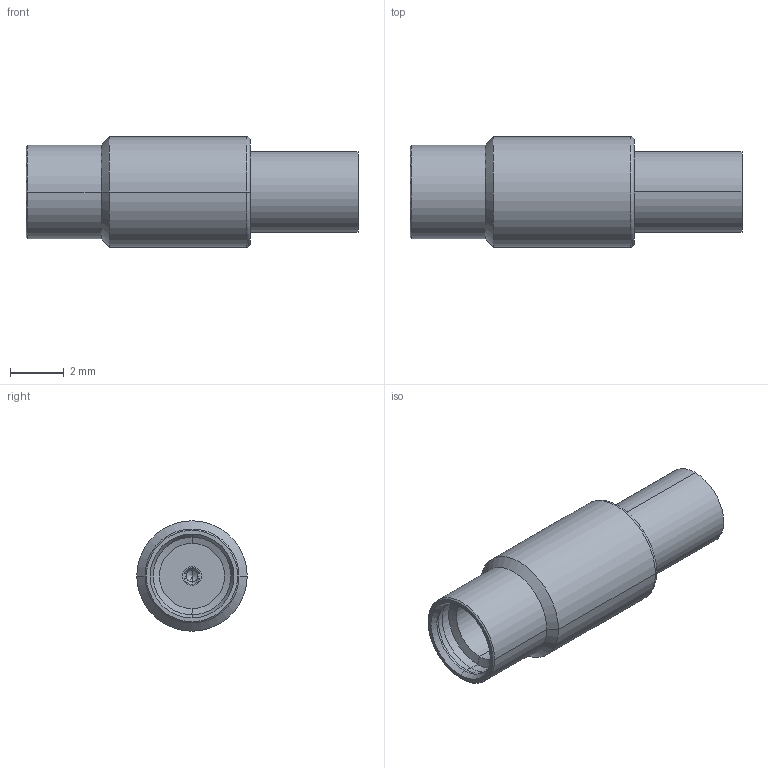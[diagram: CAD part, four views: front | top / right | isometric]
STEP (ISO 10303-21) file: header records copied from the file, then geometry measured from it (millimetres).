
FILE_DESCRIPTION (( 'STEP AP203' ), '1' );
FILE_NAME ('FMCN1851_3D.STEP', '2022-02-16T22:18:41', ( '' ), ( '' ), 'SwSTEP 2.0', 'SolidWorks 2021', '' );
FILE_SCHEMA (( 'CONFIG_CONTROL_DESIGN' ));
Length unit declared in the file: inch
Products named in the file (1): FMCN1851_3D
Bounding box: 12.36 x 4.11 x 4.11 mm (x, y, z)
Volume: 98.1 mm3; surface area: 215.1 mm2
Topology: 1 solids, 1 shells, 53 faces, 117 edges, 68 vertices
Faces by surface type: cylinder 21, cone 17, plane 13, torus 2
Entity records: 1523 total; most frequent: DIRECTION 278, CARTESIAN_POINT 249, ORIENTED_EDGE 230, EDGE_CURVE 115, AXIS2_PLACEMENT_3D 113, VERTEX_POINT 68, CIRCLE 59, EDGE_LOOP 57
